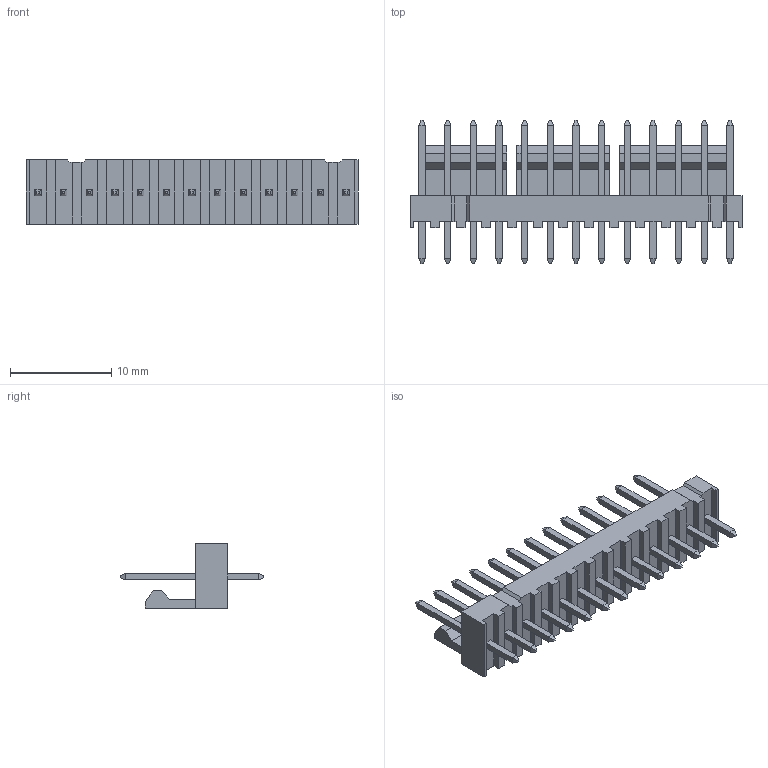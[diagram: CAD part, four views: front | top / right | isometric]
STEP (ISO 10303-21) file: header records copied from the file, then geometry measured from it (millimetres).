
FILE_DESCRIPTION(('STEP AP242'),'1');
FILE_NAME('0022232131.stp','2025-01-30T17:43:52',('TraceParts'),('TraceParts S.A.'),'Spatial InterOp 3D',' ',' ');
FILE_SCHEMA(('AP242_MANAGED_MODEL_BASED_3D_ENGINEERING_MIM_LF {1 0 10303 442 1 1 4}'));
Length unit declared in the file: millimetre
Products named in the file (1): 0022232131_1
Bounding box: 32.87 x 14.22 x 6.35 mm (x, y, z)
Volume: 795 mm3; surface area: 1448.6 mm2
Topology: 1 solids, 1 shells, 321 faces, 801 edges, 534 vertices
Faces by surface type: plane 321
Entity records: 9247 total; most frequent: CARTESIAN_POINT 1606, ORIENTED_EDGE 1550, DIRECTION 1473, EDGE_CURVE 775, LINE 775, VECTOR 775, VERTEX_POINT 482, AXIS2_PLACEMENT_3D 349
